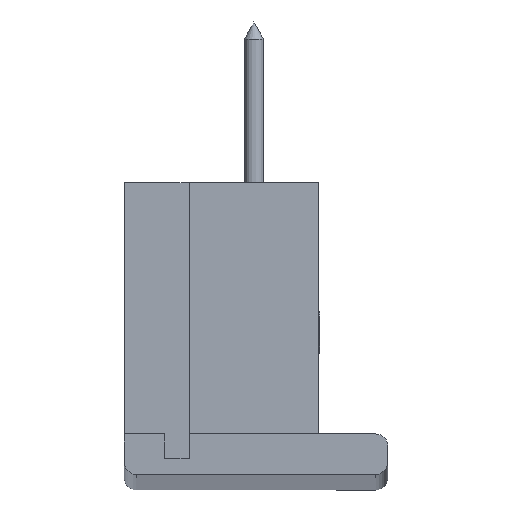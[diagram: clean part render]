
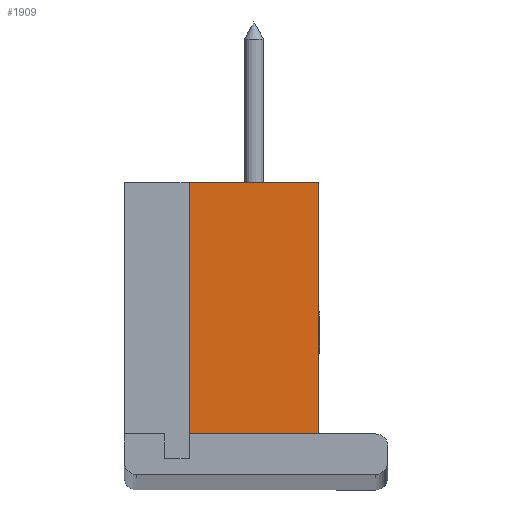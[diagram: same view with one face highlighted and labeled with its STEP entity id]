
A CAD part, top view. The second image highlights one B-rep face of the part: STEP entity #1909.
In plain terms, the highlighted face is planar.
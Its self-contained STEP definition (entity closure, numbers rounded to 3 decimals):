
#186=PLANE('',#2204);
#270=FACE_OUTER_BOUND('',#376,.T.);
#376=EDGE_LOOP('',(#1528,#1529,#1530,#1531));
#531=LINE('',#3172,#680);
#532=LINE('',#3174,#681);
#533=LINE('',#3176,#682);
#534=LINE('',#3177,#683);
#680=VECTOR('',#2601,10.);
#681=VECTOR('',#2602,10.);
#682=VECTOR('',#2603,10.);
#683=VECTOR('',#2604,10.);
#945=VERTEX_POINT('',#3170);
#946=VERTEX_POINT('',#3171);
#947=VERTEX_POINT('',#3173);
#948=VERTEX_POINT('',#3175);
#1162=EDGE_CURVE('',#945,#946,#531,.T.);
#1163=EDGE_CURVE('',#947,#945,#532,.T.);
#1164=EDGE_CURVE('',#948,#947,#533,.T.);
#1165=EDGE_CURVE('',#946,#948,#534,.T.);
#1528=ORIENTED_EDGE('',*,*,#1162,.F.);
#1529=ORIENTED_EDGE('',*,*,#1163,.F.);
#1530=ORIENTED_EDGE('',*,*,#1164,.F.);
#1531=ORIENTED_EDGE('',*,*,#1165,.F.);
#1909=ADVANCED_FACE('',(#270),#186,.F.);
#2204=AXIS2_PLACEMENT_3D('',#3169,#2599,#2600);
#2599=DIRECTION('center_axis',(0.,0.,1.));
#2600=DIRECTION('ref_axis',(1.,0.,0.));
#2601=DIRECTION('',(-1.,0.,0.));
#2602=DIRECTION('',(0.,1.,0.));
#2603=DIRECTION('',(1.,0.,0.));
#2604=DIRECTION('',(0.,-1.,0.));
#3169=CARTESIAN_POINT('Origin',(0.,0.,
-1100.));
#3170=CARTESIAN_POINT('',(16.,31.,-1100.));
#3171=CARTESIAN_POINT('',(-16.,31.,-1100.));
#3172=CARTESIAN_POINT('',(16.,31.,-1100.));
#3173=CARTESIAN_POINT('',(16.,-31.,-1100.));
#3174=CARTESIAN_POINT('',(16.,-31.,-1100.));
#3175=CARTESIAN_POINT('',(-16.,-31.,-1100.));
#3176=CARTESIAN_POINT('',(-16.,-31.,-1100.));
#3177=CARTESIAN_POINT('',(-16.,31.,-1100.));
